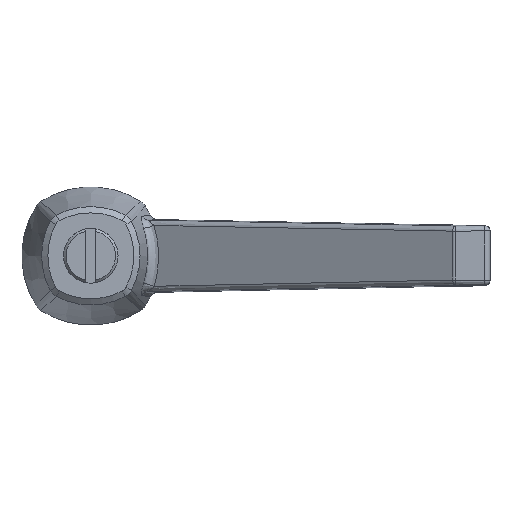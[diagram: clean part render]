
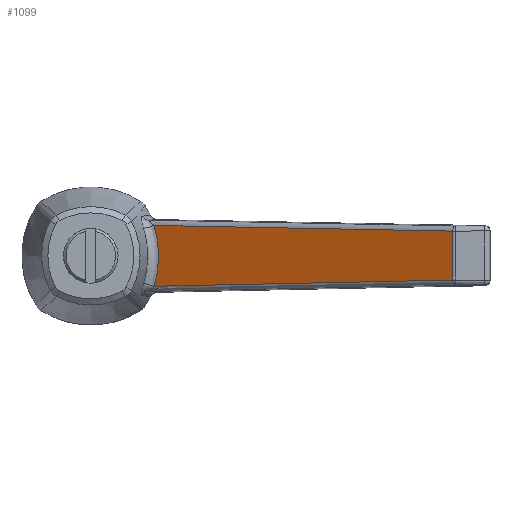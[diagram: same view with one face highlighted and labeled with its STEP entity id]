
A CAD part, top view. The second image highlights one B-rep face of the part: STEP entity #1099.
In plain terms, the highlighted planar face has unit normal (-0.479, 0, 0.878).
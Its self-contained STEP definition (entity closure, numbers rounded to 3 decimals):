
#1099 = ADVANCED_FACE( '', ( #2478 ), #2479, .F. );
#2478 = FACE_OUTER_BOUND( '', #5288, .T. );
#2479 = PLANE( '', #5289 );
#5288 = EDGE_LOOP( '', ( #9884, #9885, #9886, #9887 ) );
#5289 = AXIS2_PLACEMENT_3D( '', #9888, #9889, #9890 );
#9884 = ORIENTED_EDGE( '', *, *, #13916, .T. );
#9885 = ORIENTED_EDGE( '', *, *, #13917, .T. );
#9886 = ORIENTED_EDGE( '', *, *, #13918, .T. );
#9887 = ORIENTED_EDGE( '', *, *, #12575, .T. );
#9888 = CARTESIAN_POINT( '', ( 0., 7.25, 16. ) );
#9889 = DIRECTION( '', ( 0.479, 0., -0.878 ) );
#9890 = DIRECTION( '', ( -0.878, 0., -0.479 ) );
#12575 = EDGE_CURVE( '', #14707, #14705, #14708, .T. );
#13916 = EDGE_CURVE( '', #14705, #15744, #16886, .T. );
#13917 = EDGE_CURVE( '', #15744, #16848, #16887, .T. );
#13918 = EDGE_CURVE( '', #16848, #14707, #16888, .T. );
#14705 = VERTEX_POINT( '', #17813 );
#14707 = VERTEX_POINT( '', #17815 );
#14708 = LINE( '', #17816, #17817 );
#15744 = VERTEX_POINT( '', #19186 );
#16848 = VERTEX_POINT( '', #21170 );
#16886 = B_SPLINE_CURVE_WITH_KNOTS( '', 3, ( #21314, #21315, #21316, #21317, #21318, #21319, #21320, #21321 ), .UNSPECIFIED., .F., .F., ( 4, 2, 2, 4 ), ( 0., 0.017, 0.034, 0.067 ), .UNSPECIFIED. );
#16887 = B_SPLINE_CURVE_WITH_KNOTS( '', 3, ( #21322, #21323, #21324, #21325, #21326, #21327, #21328, #21329, #21330, #21331, #21332, #21333, #21334, #21335, #21336, #21337, #21338, #21339, #21340, #21341, #21342, #21343, #21344, #21345, #21346 ), .UNSPECIFIED., .F., .F., ( 4, 2, 1, 1, 1, 1, 1, 2, 2, 2, 1, 1, 1, 1, 1, 1, 2, 4 ), ( 0., 0.002, 0.002, 0.003, 0.004, 0.005, 0.005, 0.006, 0.006, 0.006, 0.006, 0.007, 0.008, 0.008, 0.009, 0.01, 0.011, 0.012 ), .UNSPECIFIED. );
#16888 = B_SPLINE_CURVE_WITH_KNOTS( '', 3, ( #21347, #21348, #21349, #21350, #21351, #21352, #21353, #21354 ), .UNSPECIFIED., .F., .F., ( 4, 2, 2, 4 ), ( 0.002, 0.036, 0.053, 0.069 ), .UNSPECIFIED. );
#17813 = CARTESIAN_POINT( '', ( 71.628, 4.841, 55.078 ) );
#17815 = CARTESIAN_POINT( '', ( 71.628, -4.841, 55.078 ) );
#17816 = CARTESIAN_POINT( '', ( 71.628, 7.25, 55.078 ) );
#17817 = VECTOR( '', #22664, 1000. );
#19186 = CARTESIAN_POINT( '', ( 12.493, 6.015, 22.816 ) );
#21170 = CARTESIAN_POINT( '', ( 12.493, -6.015, 22.816 ) );
#21314 = CARTESIAN_POINT( '', ( 71.628, 4.841, 55.078 ) );
#21315 = CARTESIAN_POINT( '', ( 66.7, 4.938, 52.389 ) );
#21316 = CARTESIAN_POINT( '', ( 61.772, 5.035, 49.701 ) );
#21317 = CARTESIAN_POINT( '', ( 51.916, 5.23, 44.324 ) );
#21318 = CARTESIAN_POINT( '', ( 46.988, 5.328, 41.635 ) );
#21319 = CARTESIAN_POINT( '', ( 32.205, 5.622, 33.57 ) );
#21320 = CARTESIAN_POINT( '', ( 22.349, 5.818, 28.193 ) );
#21321 = CARTESIAN_POINT( '', ( 12.493, 6.015, 22.816 ) );
#21322 = CARTESIAN_POINT( '', ( 12.493, 6.015, 22.816 ) );
#21323 = CARTESIAN_POINT( '', ( 12.649, 5.53, 22.901 ) );
#21324 = CARTESIAN_POINT( '', ( 12.784, 5.04, 22.975 ) );
#21325 = CARTESIAN_POINT( '', ( 12.959, 4.3, 23.07 ) );
#21326 = CARTESIAN_POINT( '', ( 13.066, 3.805, 23.128 ) );
#21327 = CARTESIAN_POINT( '', ( 13.198, 3.057, 23.2 ) );
#21328 = CARTESIAN_POINT( '', ( 13.301, 2.303, 23.257 ) );
#21329 = CARTESIAN_POINT( '', ( 13.375, 1.544, 23.297 ) );
#21330 = CARTESIAN_POINT( '', ( 13.421, 0.779, 23.322 ) );
#21331 = CARTESIAN_POINT( '', ( 13.431, 0.265, 23.328 ) );
#21332 = CARTESIAN_POINT( '', ( 13.431, -0.058, 23.328 ) );
#21333 = CARTESIAN_POINT( '', ( 13.431, -0.122, 23.327 ) );
#21334 = CARTESIAN_POINT( '', ( 13.43, -0.219, 23.327 ) );
#21335 = CARTESIAN_POINT( '', ( 13.43, -0.251, 23.327 ) );
#21336 = CARTESIAN_POINT( '', ( 13.429, -0.316, 23.326 ) );
#21337 = CARTESIAN_POINT( '', ( 13.426, -0.477, 23.325 ) );
#21338 = CARTESIAN_POINT( '', ( 13.414, -0.896, 23.318 ) );
#21339 = CARTESIAN_POINT( '', ( 13.376, -1.536, 23.298 ) );
#21340 = CARTESIAN_POINT( '', ( 13.302, -2.298, 23.257 ) );
#21341 = CARTESIAN_POINT( '', ( 13.198, -3.054, 23.201 ) );
#21342 = CARTESIAN_POINT( '', ( 13.067, -3.803, 23.129 ) );
#21343 = CARTESIAN_POINT( '', ( 12.959, -4.299, 23.07 ) );
#21344 = CARTESIAN_POINT( '', ( 12.784, -5.04, 22.975 ) );
#21345 = CARTESIAN_POINT( '', ( 12.649, -5.53, 22.901 ) );
#21346 = CARTESIAN_POINT( '', ( 12.493, -6.015, 22.816 ) );
#21347 = CARTESIAN_POINT( '', ( 12.493, -6.015, 22.816 ) );
#21348 = CARTESIAN_POINT( '', ( 22.349, -5.818, 28.193 ) );
#21349 = CARTESIAN_POINT( '', ( 32.205, -5.622, 33.57 ) );
#21350 = CARTESIAN_POINT( '', ( 46.988, -5.328, 41.635 ) );
#21351 = CARTESIAN_POINT( '', ( 51.916, -5.23, 44.324 ) );
#21352 = CARTESIAN_POINT( '', ( 61.772, -5.035, 49.701 ) );
#21353 = CARTESIAN_POINT( '', ( 66.7, -4.938, 52.389 ) );
#21354 = CARTESIAN_POINT( '', ( 71.628, -4.841, 55.078 ) );
#22664 = DIRECTION( '', ( 0., 1., 0. ) );
